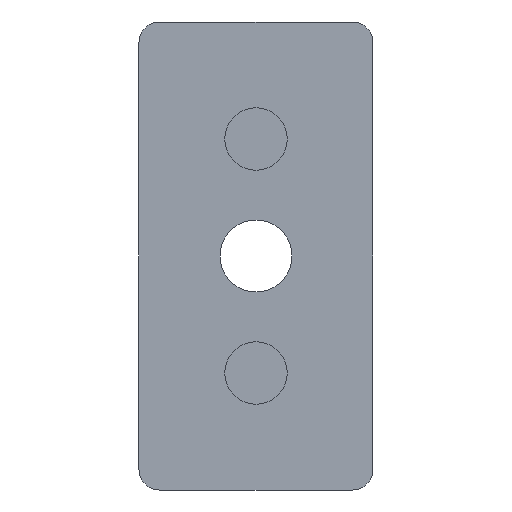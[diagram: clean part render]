
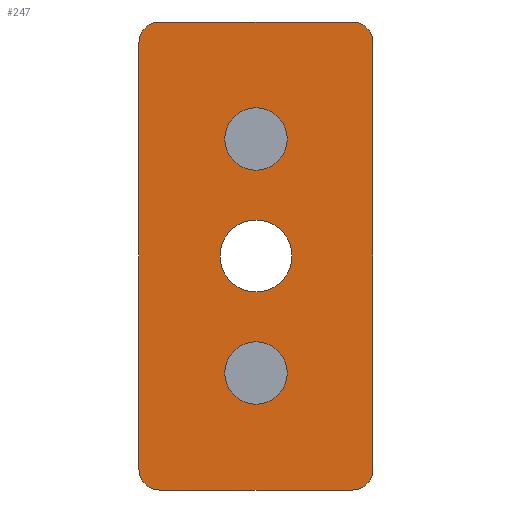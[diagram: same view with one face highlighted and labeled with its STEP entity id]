
A CAD part, front view. The second image highlights one B-rep face of the part: STEP entity #247.
In plain terms, the highlighted planar face has unit normal (0, -1, 0).
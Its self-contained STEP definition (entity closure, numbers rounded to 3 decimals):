
#4 = CIRCLE ( 'NONE', #371, 6.918 ) ;
#6 = VECTOR ( 'NONE', #167, 1000. ) ;
#9 = CARTESIAN_POINT ( 'NONE',  ( 0., 0., 22.5 ) ) ;
#27 = CIRCLE ( 'NONE', #912, 4. ) ;
#33 = CARTESIAN_POINT ( 'NONE',  ( 0., 0., 22.5 ) ) ;
#38 = CARTESIAN_POINT ( 'NONE',  ( 0., 0., 45. ) ) ;
#82 = EDGE_CURVE ( 'NONE', #1100, #1046, #736, .T. ) ;
#122 = CIRCLE ( 'NONE', #185, 6. ) ;
#131 = PLANE ( 'NONE',  #227 ) ;
#140 = FACE_BOUND ( 'NONE', #354, .T. ) ;
#141 = DIRECTION ( 'NONE',  ( 0., -1., 0. ) ) ;
#147 = CARTESIAN_POINT ( 'NONE',  ( 18.5, 0., -45. ) ) ;
#162 = ORIENTED_EDGE ( 'NONE', *, *, #796, .F. ) ;
#165 = EDGE_CURVE ( 'NONE', #608, #636, #122, .T. ) ;
#166 = CARTESIAN_POINT ( 'NONE',  ( 0., 0., 6.918 ) ) ;
#167 = DIRECTION ( 'NONE',  ( -1., 0., 0. ) ) ;
#168 = DIRECTION ( 'NONE',  ( 0., 0., -1. ) ) ;
#174 = LINE ( 'NONE', #667, #6 ) ;
#185 = AXIS2_PLACEMENT_3D ( 'NONE', #210, #925, #313 ) ;
#210 = CARTESIAN_POINT ( 'NONE',  ( 0., 0., -22.5 ) ) ;
#214 = DIRECTION ( 'NONE',  ( 0., 0., -1. ) ) ;
#226 = CARTESIAN_POINT ( 'NONE',  ( 0., 0., 16.5 ) ) ;
#227 = AXIS2_PLACEMENT_3D ( 'NONE', #1167, #344, #851 ) ;
#228 = CIRCLE ( 'NONE', #446, 4. ) ;
#247 = ADVANCED_FACE ( 'NONE', ( #1187, #372, #619, #140 ), #131, .F. ) ;
#265 = CIRCLE ( 'NONE', #594, 6.918 ) ;
#289 = CARTESIAN_POINT ( 'NONE',  ( 0., 0., -28.5 ) ) ;
#312 = AXIS2_PLACEMENT_3D ( 'NONE', #33, #141, #355 ) ;
#313 = DIRECTION ( 'NONE',  ( 0., 0., -1. ) ) ;
#326 = ORIENTED_EDGE ( 'NONE', *, *, #837, .F. ) ;
#342 = AXIS2_PLACEMENT_3D ( 'NONE', #529, #618, #730 ) ;
#344 = DIRECTION ( 'NONE',  ( 0., 1., 0. ) ) ;
#354 = EDGE_LOOP ( 'NONE', ( #740, #1193 ) ) ;
#355 = DIRECTION ( 'NONE',  ( 0., 0., -1. ) ) ;
#360 = EDGE_CURVE ( 'NONE', #778, #836, #174, .T. ) ;
#364 = LINE ( 'NONE', #38, #732 ) ;
#371 = AXIS2_PLACEMENT_3D ( 'NONE', #886, #1190, #168 ) ;
#372 = FACE_OUTER_BOUND ( 'NONE', #849, .T. ) ;
#402 = EDGE_CURVE ( 'NONE', #1166, #1016, #265, .T. ) ;
#439 = VERTEX_POINT ( 'NONE', #802 ) ;
#442 = DIRECTION ( 'NONE',  ( 0., -1., 0. ) ) ;
#446 = AXIS2_PLACEMENT_3D ( 'NONE', #1104, #1201, #900 ) ;
#456 = EDGE_CURVE ( 'NONE', #1014, #778, #1124, .T. ) ;
#480 = EDGE_CURVE ( 'NONE', #1262, #439, #228, .T. ) ;
#485 = AXIS2_PLACEMENT_3D ( 'NONE', #938, #442, #214 ) ;
#493 = DIRECTION ( 'NONE',  ( 0., 0., -1. ) ) ;
#500 = CARTESIAN_POINT ( 'NONE',  ( -18.5, 0., -41. ) ) ;
#529 = CARTESIAN_POINT ( 'NONE',  ( -18.5, 0., 41. ) ) ;
#534 = VERTEX_POINT ( 'NONE', #1117 ) ;
#543 = ORIENTED_EDGE ( 'NONE', *, *, #776, .F. ) ;
#548 = ORIENTED_EDGE ( 'NONE', *, *, #1008, .F. ) ;
#553 = AXIS2_PLACEMENT_3D ( 'NONE', #9, #731, #835 ) ;
#566 = CARTESIAN_POINT ( 'NONE',  ( -22.5, 0., -41. ) ) ;
#576 = DIRECTION ( 'NONE',  ( 0., 1., 0. ) ) ;
#587 = DIRECTION ( 'NONE',  ( 0., -1., 0. ) ) ;
#594 = AXIS2_PLACEMENT_3D ( 'NONE', #889, #587, #493 ) ;
#603 = CIRCLE ( 'NONE', #312, 6. ) ;
#608 = VERTEX_POINT ( 'NONE', #1232 ) ;
#618 = DIRECTION ( 'NONE',  ( 0., 1., 0. ) ) ;
#619 = FACE_BOUND ( 'NONE', #1206, .T. ) ;
#636 = VERTEX_POINT ( 'NONE', #289 ) ;
#639 = CARTESIAN_POINT ( 'NONE',  ( 22.5, 0., 0. ) ) ;
#640 = EDGE_CURVE ( 'NONE', #636, #608, #1012, .T. ) ;
#644 = CARTESIAN_POINT ( 'NONE',  ( -22.5, 0., 41. ) ) ;
#650 = EDGE_CURVE ( 'NONE', #777, #534, #815, .T. ) ;
#655 = DIRECTION ( 'NONE',  ( 0., 0., -1. ) ) ;
#667 = CARTESIAN_POINT ( 'NONE',  ( 0., 0., -45. ) ) ;
#677 = ORIENTED_EDGE ( 'NONE', *, *, #650, .F. ) ;
#730 = DIRECTION ( 'NONE',  ( 1., 0., 0. ) ) ;
#731 = DIRECTION ( 'NONE',  ( 0., -1., 0. ) ) ;
#732 = VECTOR ( 'NONE', #757, 1000. ) ;
#734 = AXIS2_PLACEMENT_3D ( 'NONE', #885, #1088, #1300 ) ;
#736 = CIRCLE ( 'NONE', #553, 6. ) ;
#740 = ORIENTED_EDGE ( 'NONE', *, *, #640, .F. ) ;
#757 = DIRECTION ( 'NONE',  ( 1., 0., 0. ) ) ;
#776 = EDGE_CURVE ( 'NONE', #1046, #1100, #603, .T. ) ;
#777 = VERTEX_POINT ( 'NONE', #644 ) ;
#778 = VERTEX_POINT ( 'NONE', #147 ) ;
#782 = CARTESIAN_POINT ( 'NONE',  ( 22.5, 0., -41. ) ) ;
#785 = DIRECTION ( 'NONE',  ( -1., 0., 0. ) ) ;
#796 = EDGE_CURVE ( 'NONE', #439, #1014, #814, .T. ) ;
#802 = CARTESIAN_POINT ( 'NONE',  ( 22.5, 0., 41. ) ) ;
#814 = LINE ( 'NONE', #639, #842 ) ;
#815 = CIRCLE ( 'NONE', #342, 4. ) ;
#823 = EDGE_CURVE ( 'NONE', #928, #777, #1040, .T. ) ;
#834 = EDGE_LOOP ( 'NONE', ( #1044, #1148 ) ) ;
#835 = DIRECTION ( 'NONE',  ( 0., 0., -1. ) ) ;
#836 = VERTEX_POINT ( 'NONE', #1254 ) ;
#837 = EDGE_CURVE ( 'NONE', #534, #1262, #364, .T. ) ;
#842 = VECTOR ( 'NONE', #655, 1000. ) ;
#849 = EDGE_LOOP ( 'NONE', ( #1032, #1019, #162, #1266, #326, #677, #1085, #548 ) ) ;
#851 = DIRECTION ( 'NONE',  ( 0., 0., 1. ) ) ;
#873 = VECTOR ( 'NONE', #1258, 1000. ) ;
#885 = CARTESIAN_POINT ( 'NONE',  ( 18.5, 0., -41. ) ) ;
#886 = CARTESIAN_POINT ( 'NONE',  ( 0., 0., 0. ) ) ;
#889 = CARTESIAN_POINT ( 'NONE',  ( 0., 0., 0. ) ) ;
#900 = DIRECTION ( 'NONE',  ( 1., 0., 0. ) ) ;
#912 = AXIS2_PLACEMENT_3D ( 'NONE', #500, #576, #785 ) ;
#925 = DIRECTION ( 'NONE',  ( 0., -1., 0. ) ) ;
#928 = VERTEX_POINT ( 'NONE', #566 ) ;
#938 = CARTESIAN_POINT ( 'NONE',  ( 0., 0., -22.5 ) ) ;
#945 = CARTESIAN_POINT ( 'NONE',  ( -22.5, 0., 0. ) ) ;
#1008 = EDGE_CURVE ( 'NONE', #836, #928, #27, .T. ) ;
#1012 = CIRCLE ( 'NONE', #485, 6. ) ;
#1014 = VERTEX_POINT ( 'NONE', #782 ) ;
#1016 = VERTEX_POINT ( 'NONE', #166 ) ;
#1019 = ORIENTED_EDGE ( 'NONE', *, *, #456, .F. ) ;
#1032 = ORIENTED_EDGE ( 'NONE', *, *, #360, .F. ) ;
#1040 = LINE ( 'NONE', #945, #873 ) ;
#1044 = ORIENTED_EDGE ( 'NONE', *, *, #402, .F. ) ;
#1046 = VERTEX_POINT ( 'NONE', #1222 ) ;
#1072 = CARTESIAN_POINT ( 'NONE',  ( 18.5, 0., 45. ) ) ;
#1085 = ORIENTED_EDGE ( 'NONE', *, *, #823, .F. ) ;
#1088 = DIRECTION ( 'NONE',  ( 0., 1., 0. ) ) ;
#1100 = VERTEX_POINT ( 'NONE', #226 ) ;
#1104 = CARTESIAN_POINT ( 'NONE',  ( 18.5, 0., 41. ) ) ;
#1117 = CARTESIAN_POINT ( 'NONE',  ( -18.5, 0., 45. ) ) ;
#1124 = CIRCLE ( 'NONE', #734, 4. ) ;
#1148 = ORIENTED_EDGE ( 'NONE', *, *, #1157, .F. ) ;
#1157 = EDGE_CURVE ( 'NONE', #1016, #1166, #4, .T. ) ;
#1166 = VERTEX_POINT ( 'NONE', #1170 ) ;
#1167 = CARTESIAN_POINT ( 'NONE',  ( 0., 0., 0. ) ) ;
#1170 = CARTESIAN_POINT ( 'NONE',  ( 0., 0., -6.918 ) ) ;
#1187 = FACE_BOUND ( 'NONE', #834, .T. ) ;
#1190 = DIRECTION ( 'NONE',  ( 0., -1., 0. ) ) ;
#1193 = ORIENTED_EDGE ( 'NONE', *, *, #165, .F. ) ;
#1201 = DIRECTION ( 'NONE',  ( 0., 1., 0. ) ) ;
#1206 = EDGE_LOOP ( 'NONE', ( #1221, #543 ) ) ;
#1221 = ORIENTED_EDGE ( 'NONE', *, *, #82, .F. ) ;
#1222 = CARTESIAN_POINT ( 'NONE',  ( 0., 0., 28.5 ) ) ;
#1232 = CARTESIAN_POINT ( 'NONE',  ( 0., 0., -16.5 ) ) ;
#1254 = CARTESIAN_POINT ( 'NONE',  ( -18.5, 0., -45. ) ) ;
#1258 = DIRECTION ( 'NONE',  ( 0., 0., 1. ) ) ;
#1262 = VERTEX_POINT ( 'NONE', #1072 ) ;
#1266 = ORIENTED_EDGE ( 'NONE', *, *, #480, .F. ) ;
#1300 = DIRECTION ( 'NONE',  ( 1., 0., 0. ) ) ;
